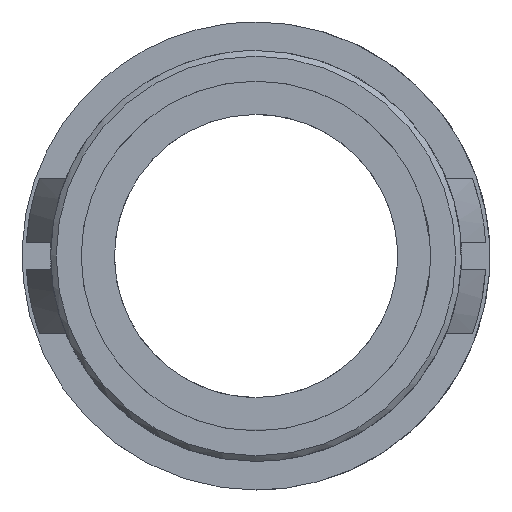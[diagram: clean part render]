
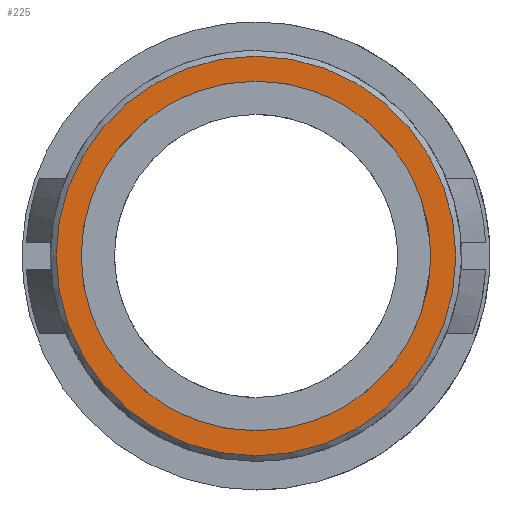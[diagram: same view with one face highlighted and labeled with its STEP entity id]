
A CAD part, front view. The second image highlights one B-rep face of the part: STEP entity #225.
In plain terms, the highlighted free-form (B-spline) face has degree [1, 1] with [2, 2] control points.
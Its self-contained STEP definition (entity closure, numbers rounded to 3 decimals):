
#225 = ADVANCED_FACE( '', ( #567, #568 ), #569, .T. );
#567 = FACE_OUTER_BOUND( '', #2144, .T. );
#568 = FACE_BOUND( '', #2145, .T. );
#569 = B_SPLINE_SURFACE_WITH_KNOTS( '', 1, 1, ( ( #2146, #2147 ), ( #2148, #2149 ) ), .UNSPECIFIED., .F., .F., .F., ( 2, 2 ), ( 2, 2 ), ( 0., 1. ), ( 0., 1. ), .UNSPECIFIED. );
#2144 = EDGE_LOOP( '', ( #3593 ) );
#2145 = EDGE_LOOP( '', ( #3594 ) );
#2146 = CARTESIAN_POINT( '', ( -9.254, -8.725, 9.254 ) );
#2147 = CARTESIAN_POINT( '', ( 9.254, -8.725, 9.254 ) );
#2148 = CARTESIAN_POINT( '', ( -9.254, -8.725, -9.254 ) );
#2149 = CARTESIAN_POINT( '', ( 9.254, -8.725, -9.254 ) );
#3593 = ORIENTED_EDGE( '', *, *, #4156, .T. );
#3594 = ORIENTED_EDGE( '', *, *, #4059, .T. );
#4059 = EDGE_CURVE( '', #4759, #4759, #4760, .T. );
#4156 = EDGE_CURVE( '', #4922, #4922, #4923, .F. );
#4759 = VERTEX_POINT( '', #6586 );
#4760 = CIRCLE( '', #6587, 8.001 );
#4922 = VERTEX_POINT( '', #7064 );
#4923 = CIRCLE( '', #7065, 9.144 );
#6586 = CARTESIAN_POINT( '', ( 0., -8.725, 8.001 ) );
#6587 = AXIS2_PLACEMENT_3D( '', #8466, #8467, #8468 );
#7064 = CARTESIAN_POINT( '', ( 0., -8.725, 9.144 ) );
#7065 = AXIS2_PLACEMENT_3D( '', #8484, #8485, #8486 );
#8466 = CARTESIAN_POINT( '', ( 0., -8.725, 0. ) );
#8467 = DIRECTION( '', ( 0., 1., 0. ) );
#8468 = DIRECTION( '', ( 0., 0., 1. ) );
#8484 = CARTESIAN_POINT( '', ( 0., -8.725, 0. ) );
#8485 = DIRECTION( '', ( 0., 1., 0. ) );
#8486 = DIRECTION( '', ( 0., 0., 1. ) );
